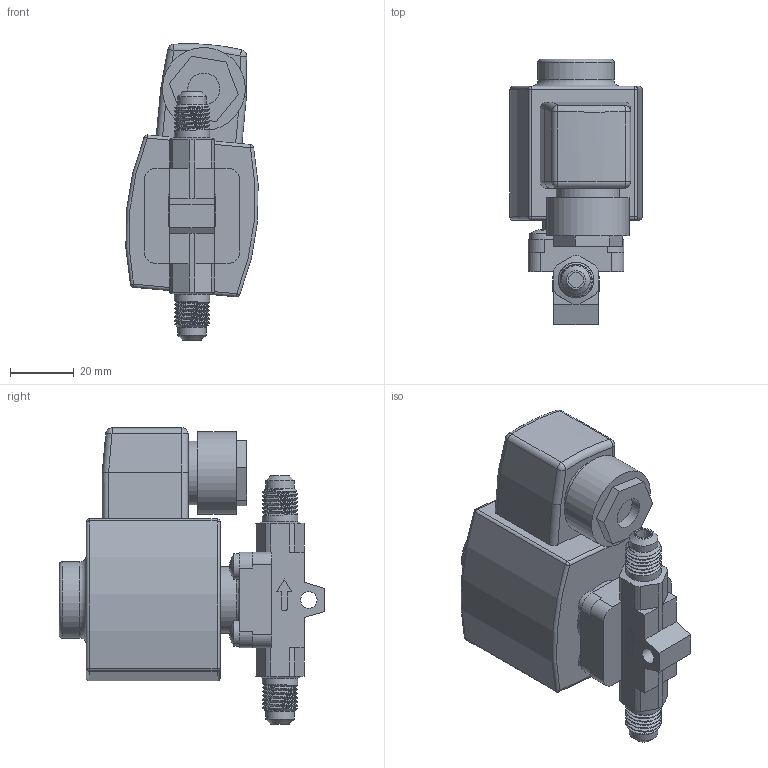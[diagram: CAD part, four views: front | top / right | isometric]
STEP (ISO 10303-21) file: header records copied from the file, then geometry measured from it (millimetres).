
FILE_DESCRIPTION(/* description */ (''),/* implementation_level */ '2;1');
FILE_NAME(/* name */ '032F8107R.stp',/* time_stamp */ '2022-08-12T16:04:32+03:00',/* author */ ('U403152'),/* organization */ (''),/* preprocessor_version */ 'ST-DEVELOPER v18.1',/* originating_system */ 'Autodesk Inventor 2020',/* authorisation */ '');
FILE_SCHEMA (('AUTOMOTIVE_DESIGN { 1 0 10303 214 3 1 1 }'));
Length unit declared in the file: millimetre
Products named in the file (1): Part1
Bounding box: 41.5 x 83.3 x 93.01 mm (x, y, z)
Volume: 126807.4 mm3; surface area: 28236.9 mm2
Topology: 1 solids, 7 shells, 280 faces, 746 edges, 497 vertices
Faces by surface type: plane 139, cylinder 99, sphere 16, torus 11, cone 8, bspline 7
Full cylindrical faces by diameter (mm): 4 x4, 4.2 x4, 4.8 x2, 5.2 x1, 8 x4, 9 x2, 10 x1, 11.1 x10, 11.6 x1, 12 x1, 12.7 x1, 13.1 x1, 13.2 x1, 18 x1, 20 x1, 21 x1, 24 x1, 26 x1
Entity records: 12906 total; most frequent: CARTESIAN_POINT 5755, DIRECTION 1521, ORIENTED_EDGE 1492, EDGE_CURVE 746, AXIS2_PLACEMENT_3D 578, VERTEX_POINT 497, LINE 365, VECTOR 365
